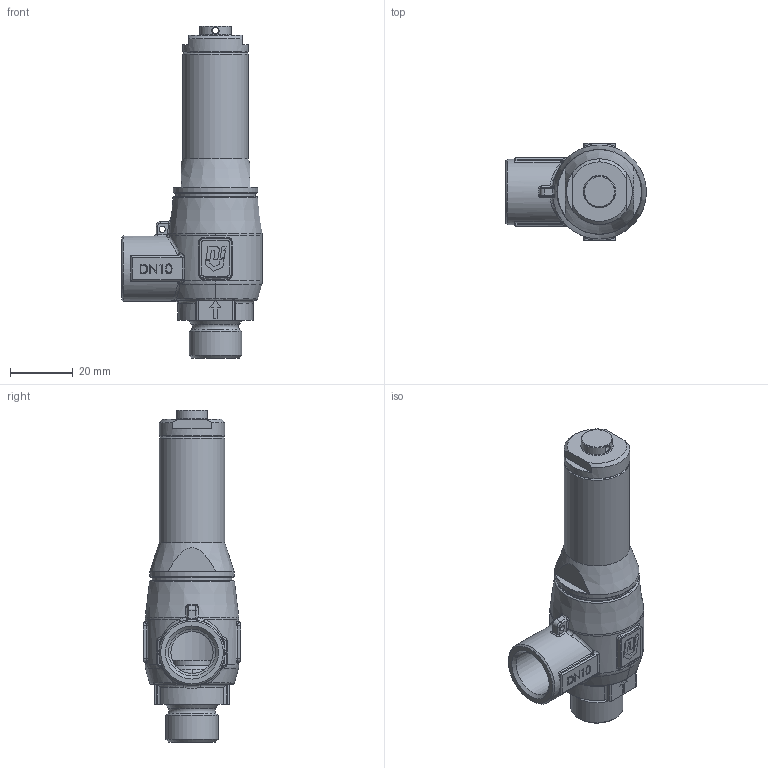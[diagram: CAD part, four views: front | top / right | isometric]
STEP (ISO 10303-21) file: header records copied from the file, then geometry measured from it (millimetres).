
FILE_DESCRIPTION(('HOOPS Exchange Step'),'2;1');
FILE_NAME('SV13-DN10.stp','2026-02-04T10:51:50+01:00',('nieru'),('Unknown organisation'),'HOOPS Exchange 2024.2','HOOPS Exchange','Unknown authorisation');
FILE_SCHEMA( ('AP203_CONFIGURATION_CONTROLLED_3D_DESIGN_OF_MECHANICAL_PARTS_AND_ASSEMBLIES_MIM_LF') );
Length unit declared in the file: millimetre
Products named in the file (2): 0; root
Assembly tree (1 placements, depth 2):
  root
    0
Bounding box: 45 x 31.07 x 106.1 mm (x, y, z)
Volume: 28893.6 mm3; surface area: 19498 mm2
Topology: 3 solids, 3 shells, 497 faces, 1305 edges, 844 vertices
Faces by surface type: plane 223, bspline 120, cylinder 84, torus 38, cone 30, sphere 2
Full cylindrical faces by diameter (mm): 2 x2, 9 x1, 10 x2, 11 x1, 12 x1, 13 x1, 13.5 x1, 14.95 x1, 15.1 x1, 15.918 x1, 16.662 x1, 17 x1, 19 x1, 21 x5, 21.1 x1, 21.374 x1, 23 x1, 24.5 x1, 25 x1, 25.5 x1, 25.7 x1, 27 x1
Entity records: 23228 total; most frequent: CARTESIAN_POINT 11907, ORIENTED_EDGE 2582, DIRECTION 1959, EDGE_CURVE 1291, VERTEX_POINT 842, AXIS2_PLACEMENT_3D 692, VECTOR 575, LINE 575
